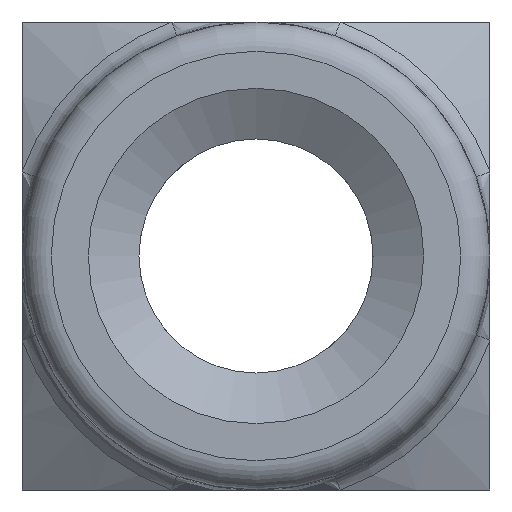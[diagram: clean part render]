
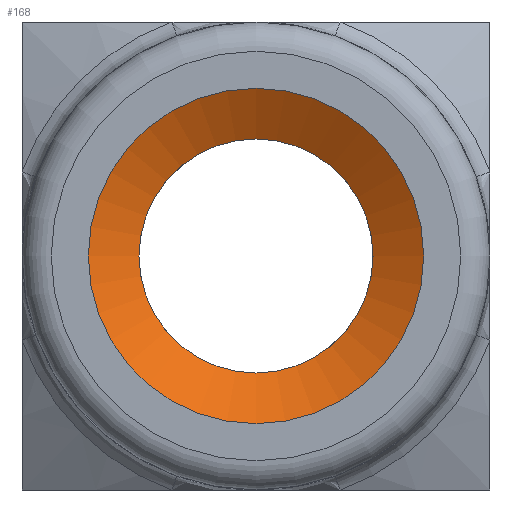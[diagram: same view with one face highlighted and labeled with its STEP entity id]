
A CAD part, front view. The second image highlights one B-rep face of the part: STEP entity #168.
In plain terms, the highlighted conical face has half-angle 60 degrees and reference radius 2.866 mm.
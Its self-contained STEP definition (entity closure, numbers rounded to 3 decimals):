
#10 = EDGE_LOOP ( 'NONE', ( #849 ) ) ;
#29 = FACE_OUTER_BOUND ( 'NONE', #10, .T. ) ;
#34 = DIRECTION ( 'NONE',  ( 0., -1., 0. ) ) ;
#87 = CARTESIAN_POINT ( 'NONE',  ( 0., -24., 0. ) ) ;
#93 = CIRCLE ( 'NONE', #886, 2.866 ) ;
#168 = ADVANCED_FACE ( 'NONE', ( #979, #29 ), #1222, .F. ) ;
#181 = CIRCLE ( 'NONE', #1107, 2. ) ;
#264 = CARTESIAN_POINT ( 'NONE',  ( 0., -23.5, 0. ) ) ;
#270 = ORIENTED_EDGE ( 'NONE', *, *, #1108, .F. ) ;
#275 = VERTEX_POINT ( 'NONE', #498 ) ;
#306 = DIRECTION ( 'NONE',  ( 0., -1., 0. ) ) ;
#385 = DIRECTION ( 'NONE',  ( 1., 0., 0. ) ) ;
#498 = CARTESIAN_POINT ( 'NONE',  ( 2.866, -24., 0. ) ) ;
#647 = AXIS2_PLACEMENT_3D ( 'NONE', #792, #34, #1214 ) ;
#740 = DIRECTION ( 'NONE',  ( 1., 0., 0. ) ) ;
#792 = CARTESIAN_POINT ( 'NONE',  ( 0., -24., 0. ) ) ;
#849 = ORIENTED_EDGE ( 'NONE', *, *, #1366, .T. ) ;
#877 = EDGE_LOOP ( 'NONE', ( #270 ) ) ;
#886 = AXIS2_PLACEMENT_3D ( 'NONE', #87, #306, #385 ) ;
#979 = FACE_BOUND ( 'NONE', #877, .T. ) ;
#1107 = AXIS2_PLACEMENT_3D ( 'NONE', #264, #1361, #740 ) ;
#1108 = EDGE_CURVE ( 'NONE', #1340, #1340, #181, .T. ) ;
#1214 = DIRECTION ( 'NONE',  ( 1., 0., 0. ) ) ;
#1222 = CONICAL_SURFACE ( 'NONE', #647, 2.866, 1.047 ) ;
#1340 = VERTEX_POINT ( 'NONE', #1355 ) ;
#1355 = CARTESIAN_POINT ( 'NONE',  ( 2., -23.5, 0. ) ) ;
#1361 = DIRECTION ( 'NONE',  ( 0., -1., 0. ) ) ;
#1366 = EDGE_CURVE ( 'NONE', #275, #275, #93, .T. ) ;
